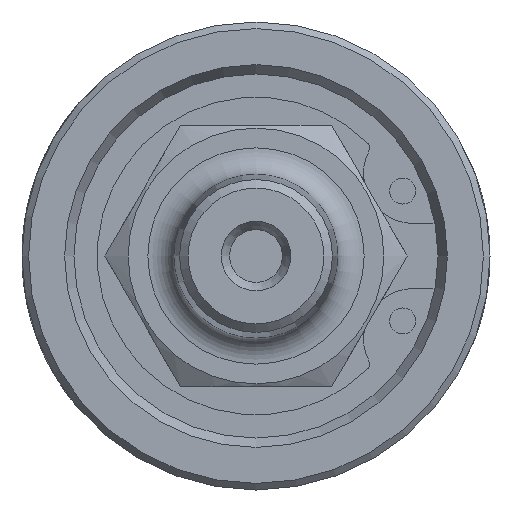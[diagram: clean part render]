
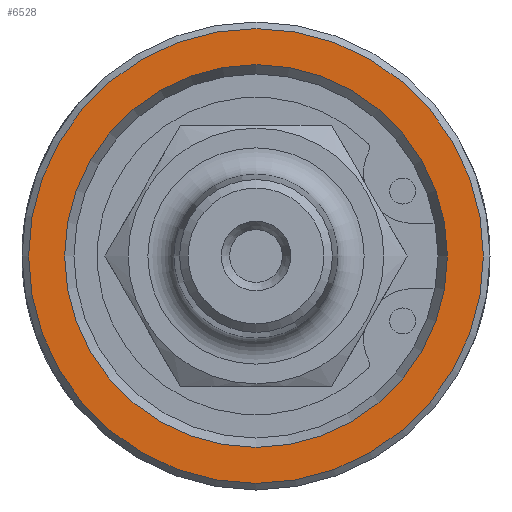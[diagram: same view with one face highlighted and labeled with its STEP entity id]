
A CAD part, left-side view. The second image highlights one B-rep face of the part: STEP entity #6528.
In plain terms, the highlighted planar face has unit normal (-1, 0, 0).
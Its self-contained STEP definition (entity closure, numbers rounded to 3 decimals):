
#65=FACE_BOUND('',#2297,.T.);
#1892=FACE_OUTER_BOUND('',#2296,.T.);
#2296=EDGE_LOOP('',(#5999));
#2297=EDGE_LOOP('',(#6000,#6001));
#2494=CIRCLE('',#6933,13.785);
#2495=CIRCLE('',#6935,11.6);
#2496=CIRCLE('',#6936,11.6);
#3143=VERTEX_POINT('',#58457);
#3144=VERTEX_POINT('',#58461);
#3145=VERTEX_POINT('',#58462);
#4101=EDGE_CURVE('',#3143,#3143,#2494,.T.);
#4102=EDGE_CURVE('',#3144,#3145,#2495,.T.);
#4103=EDGE_CURVE('',#3145,#3144,#2496,.T.);
#5999=ORIENTED_EDGE('',*,*,#4101,.F.);
#6000=ORIENTED_EDGE('',*,*,#4102,.T.);
#6001=ORIENTED_EDGE('',*,*,#4103,.T.);
#6174=PLANE('',#6934);
#6528=ADVANCED_FACE('',(#1892,#65),#6174,.T.);
#6933=AXIS2_PLACEMENT_3D('',#58459,#8048,#8049);
#6934=AXIS2_PLACEMENT_3D('',#58460,#8050,#8051);
#6935=AXIS2_PLACEMENT_3D('',#58463,#8052,#8053);
#6936=AXIS2_PLACEMENT_3D('',#58464,#8054,#8055);
#8048=DIRECTION('center_axis',(1.,0.,0.));
#8049=DIRECTION('ref_axis',(0.,-1.,0.));
#8050=DIRECTION('center_axis',(-1.,0.,0.));
#8051=DIRECTION('ref_axis',(0.,0.,1.));
#8052=DIRECTION('center_axis',(1.,0.,0.));
#8053=DIRECTION('ref_axis',(0.,1.,0.));
#8054=DIRECTION('center_axis',(1.,0.,0.));
#8055=DIRECTION('ref_axis',(0.,1.,0.));
#58457=CARTESIAN_POINT('',(0.,13.785,0.));
#58459=CARTESIAN_POINT('Origin',(0.,0.,0.));
#58460=CARTESIAN_POINT('Origin',(0.,7.093,0.));
#58461=CARTESIAN_POINT('',(0.,11.6,0.));
#58462=CARTESIAN_POINT('',(0.,-11.6,0.));
#58463=CARTESIAN_POINT('Origin',(0.,0.,0.));
#58464=CARTESIAN_POINT('Origin',(0.,0.,0.));
